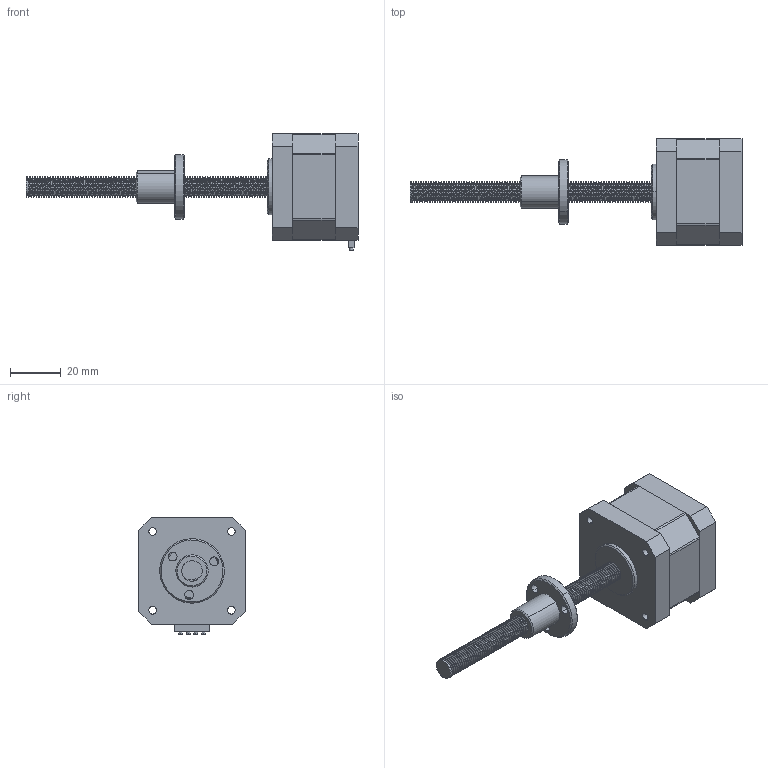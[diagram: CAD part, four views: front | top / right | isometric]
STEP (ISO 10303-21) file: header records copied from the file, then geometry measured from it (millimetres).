
FILE_DESCRIPTION (( 'STEP AP214' ), '1' );
FILE_NAME ('42HZ3413T8C2-100.STEP', '2024-02-20T03:47:03', ( '' ), ( '' ), 'SwSTEP 2.0', 'SolidWorks 2021', '' );
FILE_SCHEMA (( 'AUTOMOTIVE_DESIGN' ));
Length unit declared in the file: millimetre
Products named in the file (4): 耳8佪裝蹟譫; 42HZ3413T8C2-100; 42HS3413A4; 100佪裝耳8
Assembly tree (3 placements, depth 2):
  42HZ3413T8C2-100
    42HS3413A4
    100佪裝耳8
    耳8佪裝蹟譫
Bounding box: 130.7 x 42 x 46 mm (x, y, z)
Volume: 63729.6 mm3; surface area: 23552.6 mm2
Topology: 5 solids, 5 shells, 369 faces, 1028 edges, 679 vertices
Faces by surface type: cylinder 298, plane 53, cone 11, bspline 7
Entity records: 26504 total; most frequent: CARTESIAN_POINT 17686, ORIENTED_EDGE 2056, DIRECTION 1412, EDGE_CURVE 1028, VERTEX_POINT 679, AXIS2_PLACEMENT_3D 506, EDGE_LOOP 411, VECTOR 400
